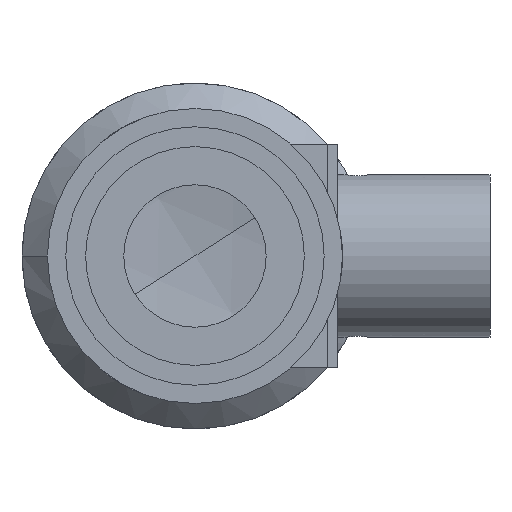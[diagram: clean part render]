
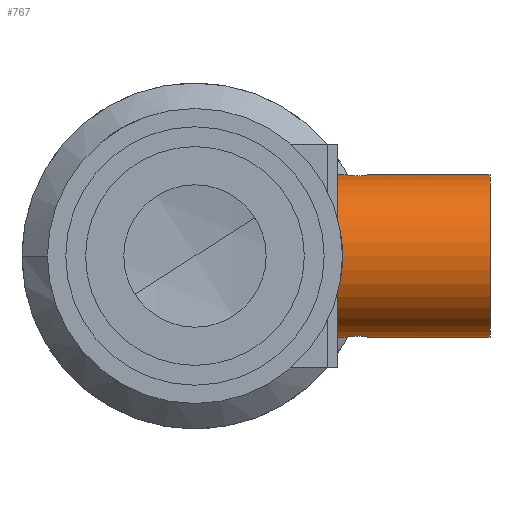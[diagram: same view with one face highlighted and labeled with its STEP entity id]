
A CAD part, front view. The second image highlights one B-rep face of the part: STEP entity #767.
In plain terms, the highlighted cylindrical face has radius 8 mm (diameter 16 mm), a partial arc.
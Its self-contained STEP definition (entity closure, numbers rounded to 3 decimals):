
#81 = CARTESIAN_POINT ( 'NONE',  ( 14.783, -67.738, -7.995 ) ) ;
#91 = AXIS2_PLACEMENT_3D ( 'NONE', #1830, #2537, #2734 ) ;
#156 = VERTEX_POINT ( 'NONE', #1272 ) ;
#187 = VERTEX_POINT ( 'NONE', #1061 ) ;
#192 = EDGE_CURVE ( 'NONE', #2946, #3343, #2382, .T. ) ;
#236 = CARTESIAN_POINT ( 'NONE',  ( 16.999, -68.179, 7.964 ) ) ;
#253 = CARTESIAN_POINT ( 'NONE',  ( 14.814, -67.813, 7.99 ) ) ;
#272 = B_SPLINE_CURVE_WITH_KNOTS ( 'NONE', 3,
 ( #589, #3565, #81, #2740, #1547, #469, #1047, #2975, #1796, #2420, #1949, #3444, #2163, #1710, #511, #773, #1313, #3352, #1963, #1339, #2677, #3023 ),
 .UNSPECIFIED., .F., .F.,
 ( 4, 2, 2, 2, 2, 2, 2, 2, 2, 2, 4 ),
 ( 0., 0., 0.001, 0.001, 0.002, 0.002, 0.002, 0.003, 0.003, 0.004, 0.004 ),
 .UNSPECIFIED. ) ;
#298 = EDGE_CURVE ( 'NONE', #187, #156, #272, .T. ) ;
#334 = DIRECTION ( 'NONE',  ( 0., 0., -1. ) ) ;
#359 = AXIS2_PLACEMENT_3D ( 'NONE', #3663, #374, #334 ) ;
#374 = DIRECTION ( 'NONE',  ( 1., 0., 0. ) ) ;
#420 = CARTESIAN_POINT ( 'NONE',  ( 29., -67.41, 8. ) ) ;
#426 = VECTOR ( 'NONE', #3292, 1000. ) ;
#469 = CARTESIAN_POINT ( 'NONE',  ( 15.231, -68.409, -7.938 ) ) ;
#511 = CARTESIAN_POINT ( 'NONE',  ( 16.767, -68.41, -7.938 ) ) ;
#556 = CARTESIAN_POINT ( 'NONE',  ( 16.629, -68.502, 7.925 ) ) ;
#566 = CARTESIAN_POINT ( 'NONE',  ( 14.758, -67.575, 7.999 ) ) ;
#589 = CARTESIAN_POINT ( 'NONE',  ( 14.75, -67.41, -8. ) ) ;
#700 = CARTESIAN_POINT ( 'NONE',  ( 14., -67.41, 8. ) ) ;
#735 = CARTESIAN_POINT ( 'NONE',  ( 29., -67.41, -8. ) ) ;
#767 = ADVANCED_FACE ( 'NONE', ( #1167 ), #1842, .T. ) ;
#773 = CARTESIAN_POINT ( 'NONE',  ( 17., -68.177, -7.964 ) ) ;
#796 = EDGE_CURVE ( 'NONE', #156, #1807, #1076, .T. ) ;
#849 = CARTESIAN_POINT ( 'NONE',  ( 16.164, -68.66, 7.902 ) ) ;
#851 = CIRCLE ( 'NONE', #1840, 8. ) ;
#864 = CARTESIAN_POINT ( 'NONE',  ( 14.75, -67.41, 8. ) ) ;
#983 = VECTOR ( 'NONE', #2840, 1000. ) ;
#1047 = CARTESIAN_POINT ( 'NONE',  ( 15.371, -68.502, -7.925 ) ) ;
#1061 = CARTESIAN_POINT ( 'NONE',  ( 14.75, -67.41, -8. ) ) ;
#1076 = LINE ( 'NONE', #2826, #983 ) ;
#1080 = ORIENTED_EDGE ( 'NONE', *, *, #1835, .F. ) ;
#1108 = CARTESIAN_POINT ( 'NONE',  ( 14., -67.41, -8. ) ) ;
#1146 = CARTESIAN_POINT ( 'NONE',  ( 15.836, -68.652, 7.903 ) ) ;
#1167 = FACE_OUTER_BOUND ( 'NONE', #3529, .T. ) ;
#1179 = EDGE_CURVE ( 'NONE', #1807, #2781, #851, .T. ) ;
#1207 = CARTESIAN_POINT ( 'NONE',  ( 14., -67.41, 0. ) ) ;
#1211 = LINE ( 'NONE', #700, #426 ) ;
#1219 = CARTESIAN_POINT ( 'NONE',  ( 14.75, -67.41, 8. ) ) ;
#1247 = DIRECTION ( 'NONE',  ( -1., 0., 0. ) ) ;
#1272 = CARTESIAN_POINT ( 'NONE',  ( 17.25, -67.41, -8. ) ) ;
#1313 = CARTESIAN_POINT ( 'NONE',  ( 17.092, -68.04, -7.977 ) ) ;
#1339 = CARTESIAN_POINT ( 'NONE',  ( 17.242, -67.575, -7.999 ) ) ;
#1360 = CARTESIAN_POINT ( 'NONE',  ( 14., -75.41, 0. ) ) ;
#1424 = CARTESIAN_POINT ( 'NONE',  ( 15.597, -68.596, 7.912 ) ) ;
#1476 = VECTOR ( 'NONE', #1702, 1000. ) ;
#1490 = DIRECTION ( 'NONE',  ( 0., 0., 1. ) ) ;
#1547 = CARTESIAN_POINT ( 'NONE',  ( 15.001, -68.179, -7.964 ) ) ;
#1691 = CARTESIAN_POINT ( 'NONE',  ( 17.25, -67.575, 8. ) ) ;
#1702 = DIRECTION ( 'NONE',  ( 1., 0., 0. ) ) ;
#1705 = CARTESIAN_POINT ( 'NONE',  ( 15.233, -68.41, 7.938 ) ) ;
#1710 = CARTESIAN_POINT ( 'NONE',  ( 16.63, -68.502, -7.925 ) ) ;
#1760 = CARTESIAN_POINT ( 'NONE',  ( 14., -67.41, -8. ) ) ;
#1766 = EDGE_CURVE ( 'NONE', #3206, #187, #2876, .T. ) ;
#1796 = CARTESIAN_POINT ( 'NONE',  ( 15.836, -68.66, -7.902 ) ) ;
#1807 = VERTEX_POINT ( 'NONE', #735 ) ;
#1811 = ORIENTED_EDGE ( 'NONE', *, *, #298, .T. ) ;
#1830 = CARTESIAN_POINT ( 'NONE',  ( 14., -67.41, 0. ) ) ;
#1835 = EDGE_CURVE ( 'NONE', #3507, #2781, #1211, .T. ) ;
#1840 = AXIS2_PLACEMENT_3D ( 'NONE', #2026, #1247, #2701 ) ;
#1841 = ORIENTED_EDGE ( 'NONE', *, *, #796, .T. ) ;
#1842 = CYLINDRICAL_SURFACE ( 'NONE', #359, 8. ) ;
#1863 = EDGE_CURVE ( 'NONE', #3343, #3262, #3364, .T. ) ;
#1949 = CARTESIAN_POINT ( 'NONE',  ( 16.164, -68.652, -7.903 ) ) ;
#1963 = CARTESIAN_POINT ( 'NONE',  ( 17.21, -67.735, -7.994 ) ) ;
#1990 = CARTESIAN_POINT ( 'NONE',  ( 17.092, -68.04, 7.977 ) ) ;
#1997 = CARTESIAN_POINT ( 'NONE',  ( 14.908, -68.04, 7.977 ) ) ;
#2026 = CARTESIAN_POINT ( 'NONE',  ( 29., -67.41, 0. ) ) ;
#2163 = CARTESIAN_POINT ( 'NONE',  ( 16.403, -68.596, -7.912 ) ) ;
#2165 = ORIENTED_EDGE ( 'NONE', *, *, #192, .F. ) ;
#2262 = CARTESIAN_POINT ( 'NONE',  ( 16.769, -68.409, 7.938 ) ) ;
#2279 = CARTESIAN_POINT ( 'NONE',  ( 14.79, -67.735, 7.994 ) ) ;
#2296 = ORIENTED_EDGE ( 'NONE', *, *, #3524, .F. ) ;
#2382 = CIRCLE ( 'NONE', #91, 8. ) ;
#2399 = ORIENTED_EDGE ( 'NONE', *, *, #1863, .F. ) ;
#2420 = CARTESIAN_POINT ( 'NONE',  ( 16.081, -68.66, -7.902 ) ) ;
#2521 = ORIENTED_EDGE ( 'NONE', *, *, #3422, .T. ) ;
#2537 = DIRECTION ( 'NONE',  ( -1., 0., 0. ) ) ;
#2559 = CARTESIAN_POINT ( 'NONE',  ( 16.328, -68.627, 7.907 ) ) ;
#2572 = CARTESIAN_POINT ( 'NONE',  ( 14.75, -67.492, 8. ) ) ;
#2626 = VECTOR ( 'NONE', #3576, 1000. ) ;
#2677 = CARTESIAN_POINT ( 'NONE',  ( 17.25, -67.492, -8. ) ) ;
#2701 = DIRECTION ( 'NONE',  ( 0., 0., 1. ) ) ;
#2734 = DIRECTION ( 'NONE',  ( 0., 0., 1. ) ) ;
#2740 = CARTESIAN_POINT ( 'NONE',  ( 14.908, -68.04, -7.977 ) ) ;
#2777 = B_SPLINE_CURVE_WITH_KNOTS ( 'NONE', 3,
 ( #3381, #1691, #3659, #1990, #236, #2262, #556, #2559, #849, #2821, #1146, #3113, #1424, #3398, #1705, #3669, #1997, #253, #2279, #566, #2572, #864 ),
 .UNSPECIFIED., .F., .F.,
 ( 4, 2, 2, 2, 2, 2, 2, 2, 2, 2, 4 ),
 ( 0., 0., 0.001, 0.001, 0.002, 0.002, 0.002, 0.003, 0.003, 0.004, 0.004 ),
 .UNSPECIFIED. ) ;
#2781 = VERTEX_POINT ( 'NONE', #420 ) ;
#2821 = CARTESIAN_POINT ( 'NONE',  ( 15.919, -68.66, 7.902 ) ) ;
#2826 = CARTESIAN_POINT ( 'NONE',  ( 14., -67.41, -8. ) ) ;
#2840 = DIRECTION ( 'NONE',  ( 1., 0., 0. ) ) ;
#2876 = LINE ( 'NONE', #1108, #1476 ) ;
#2946 = VERTEX_POINT ( 'NONE', #1360 ) ;
#2975 = CARTESIAN_POINT ( 'NONE',  ( 15.672, -68.627, -7.907 ) ) ;
#3023 = CARTESIAN_POINT ( 'NONE',  ( 17.25, -67.41, -8. ) ) ;
#3055 = CARTESIAN_POINT ( 'NONE',  ( 14., -67.41, 8. ) ) ;
#3056 = ORIENTED_EDGE ( 'NONE', *, *, #1179, .T. ) ;
#3065 = CIRCLE ( 'NONE', #3380, 8. ) ;
#3113 = CARTESIAN_POINT ( 'NONE',  ( 15.675, -68.62, 7.908 ) ) ;
#3184 = DIRECTION ( 'NONE',  ( -1., 0., 0. ) ) ;
#3206 = VERTEX_POINT ( 'NONE', #1760 ) ;
#3259 = CARTESIAN_POINT ( 'NONE',  ( 14., -67.41, 8. ) ) ;
#3262 = VERTEX_POINT ( 'NONE', #1219 ) ;
#3292 = DIRECTION ( 'NONE',  ( 1., 0., 0. ) ) ;
#3343 = VERTEX_POINT ( 'NONE', #3055 ) ;
#3352 = CARTESIAN_POINT ( 'NONE',  ( 17.186, -67.813, -7.99 ) ) ;
#3364 = LINE ( 'NONE', #3259, #2626 ) ;
#3380 = AXIS2_PLACEMENT_3D ( 'NONE', #1207, #3184, #1490 ) ;
#3381 = CARTESIAN_POINT ( 'NONE',  ( 17.25, -67.41, 8. ) ) ;
#3398 = CARTESIAN_POINT ( 'NONE',  ( 15.37, -68.502, 7.925 ) ) ;
#3422 = EDGE_CURVE ( 'NONE', #3507, #3262, #2777, .T. ) ;
#3444 = CARTESIAN_POINT ( 'NONE',  ( 16.325, -68.62, -7.908 ) ) ;
#3454 = CARTESIAN_POINT ( 'NONE',  ( 17.25, -67.41, 8. ) ) ;
#3507 = VERTEX_POINT ( 'NONE', #3454 ) ;
#3524 = EDGE_CURVE ( 'NONE', #3206, #2946, #3065, .T. ) ;
#3529 = EDGE_LOOP ( 'NONE', ( #2399, #2165, #2296, #3645, #1811, #1841, #3056, #1080, #2521 ) ) ;
#3565 = CARTESIAN_POINT ( 'NONE',  ( 14.75, -67.575, -8. ) ) ;
#3576 = DIRECTION ( 'NONE',  ( 1., 0., 0. ) ) ;
#3645 = ORIENTED_EDGE ( 'NONE', *, *, #1766, .T. ) ;
#3659 = CARTESIAN_POINT ( 'NONE',  ( 17.217, -67.738, 7.995 ) ) ;
#3663 = CARTESIAN_POINT ( 'NONE',  ( 14., -67.41, 0. ) ) ;
#3669 = CARTESIAN_POINT ( 'NONE',  ( 15., -68.177, 7.964 ) ) ;
